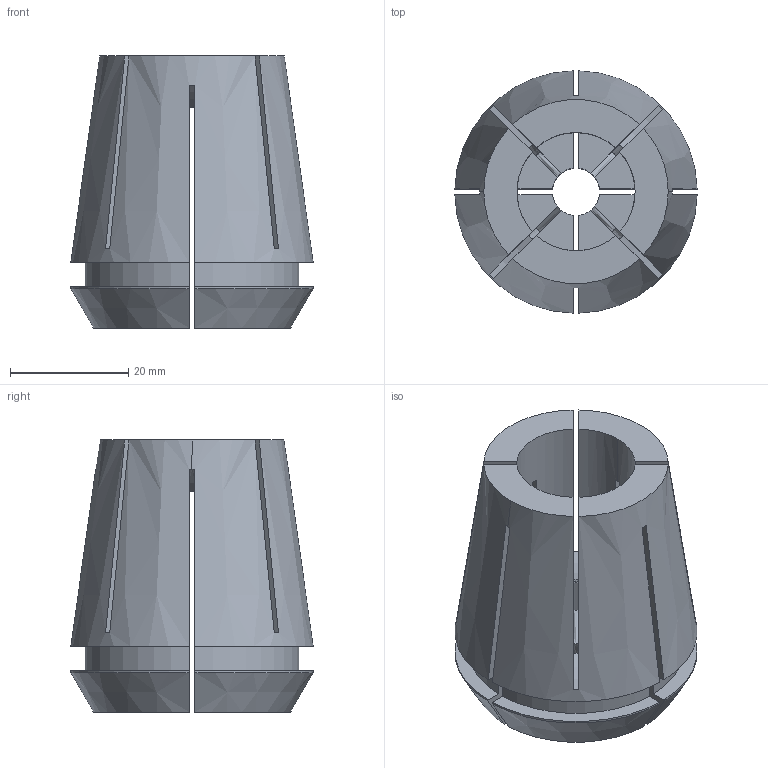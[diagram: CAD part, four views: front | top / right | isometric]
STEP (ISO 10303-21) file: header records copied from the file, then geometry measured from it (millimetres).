
FILE_DESCRIPTION (( 'STEP AP203' ), '1' );
FILE_NAME ('STP-202.127.40.08.STEP', '2017-04-10T03:45:20', ( 'user' ), ( '' ), 'SwSTEP 2.0', 'SolidWorks 2015', '' );
FILE_SCHEMA (( 'CONFIG_CONTROL_DESIGN' ));
Length unit declared in the file: millimetre
Products named in the file (1): STP-202.127.40.08
Bounding box: 40.99 x 40.99 x 46 mm (x, y, z)
Volume: 37209.7 mm3; surface area: 15801.6 mm2
Topology: 1 solids, 1 shells, 91 faces, 285 edges, 190 vertices
Faces by surface type: plane 48, cylinder 29, bspline 8, cone 6
Entity records: 3414 total; most frequent: CARTESIAN_POINT 816, ORIENTED_EDGE 570, DIRECTION 505, EDGE_CURVE 285, VERTEX_POINT 190, AXIS2_PLACEMENT_3D 187, VECTOR 131, LINE 131
